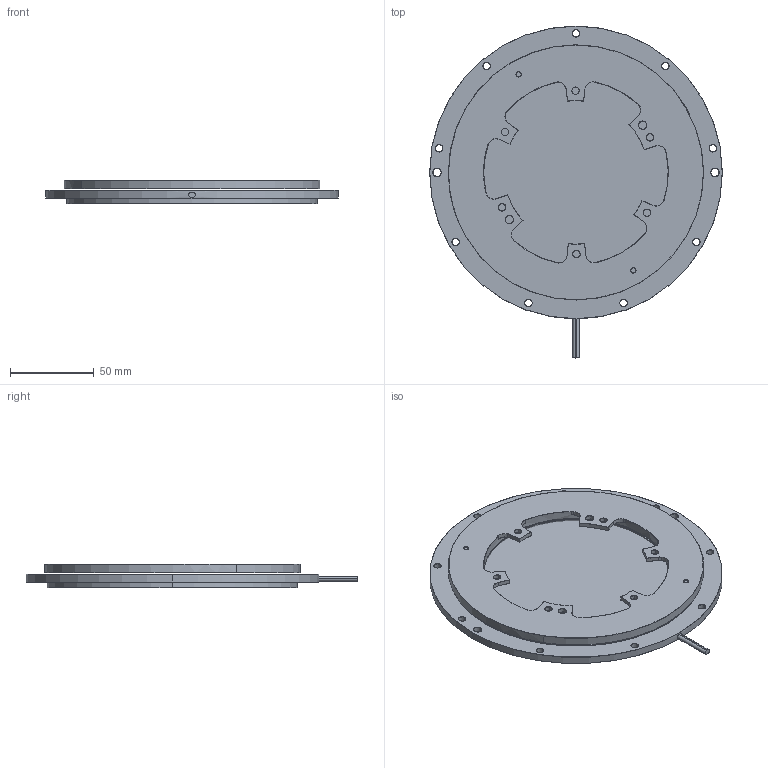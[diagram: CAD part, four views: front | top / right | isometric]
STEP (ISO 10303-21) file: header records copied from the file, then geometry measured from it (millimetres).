
FILE_DESCRIPTION (( 'STEP AP214' ), '1' );
FILE_NAME ('CAF150 20230927.STEP', '2023-09-28T03:40:42', ( '' ), ( '' ), 'SwSTEP 2.0', 'SolidWorks 2018', '' );
FILE_SCHEMA (( 'AUTOMOTIVE_DESIGN' ));
Length unit declared in the file: millimetre
Products named in the file (1): CAF150 20230927
Bounding box: 175.3 x 198.75 x 14 mm (x, y, z)
Volume: 139846.3 mm3; surface area: 62322.9 mm2
Topology: 3 solids, 3 shells, 307 faces, 729 edges, 438 vertices
Faces by surface type: torus 150, cylinder 119, plane 38
Entity records: 11013 total; most frequent: CARTESIAN_POINT 2061, DIRECTION 1809, ORIENTED_EDGE 1458, AXIS2_PLACEMENT_3D 820, EDGE_CURVE 729, CIRCLE 512, VERTEX_POINT 438, EDGE_LOOP 359
